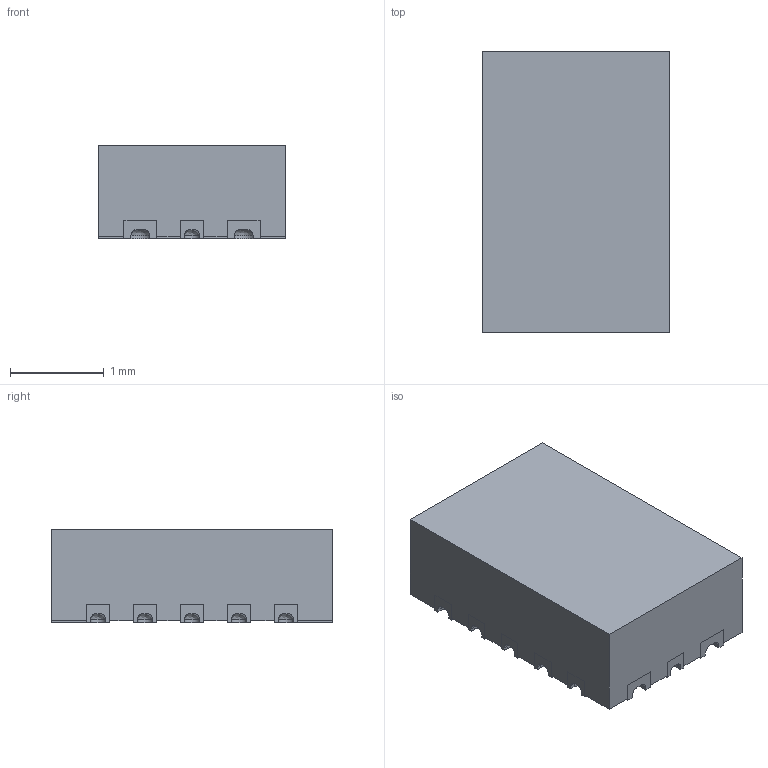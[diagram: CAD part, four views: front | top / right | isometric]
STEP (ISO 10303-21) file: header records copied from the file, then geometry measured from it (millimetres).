
FILE_DESCRIPTION((''),'2;1');
FILE_NAME('RWY0009C_ASM','2021-05-19T10:27:18',('a0412086'),(''),'CREO PARAMETRIC BY PTC INC, 2018500','CREO PARAMETRIC BY PTC INC, 2018500','');
FILE_SCHEMA(('CONFIG_CONTROL_DESIGN','SHAPE_APPEARANCE_LAYERS_GROUPS'));
Length unit declared in the file: millimetre
Products named in the file (4): FRAME-RWY0009C; BODY-QFN; PIN1-ID; RWY0009C_ASM
Assembly tree (3 placements, depth 2):
  RWY0009C_ASM
    FRAME-RWY0009C
    BODY-QFN
    PIN1-ID
Bounding box: 2 x 3 x 1 mm (x, y, z)
Volume: 5.9 mm3; surface area: 35.9 mm2
Topology: 10 solids, 10 shells, 242 faces, 634 edges, 412 vertices
Faces by surface type: plane 178, cylinder 48, bspline 16
Entity records: 9929 total; most frequent: CARTESIAN_POINT 1743, ORIENTED_EDGE 1268, DIRECTION 1196, PRESENTATION_STYLE_ASSIGNMENT 660, STYLED_ITEM 644, CURVE_STYLE 634, EDGE_CURVE 634, VECTOR 522
